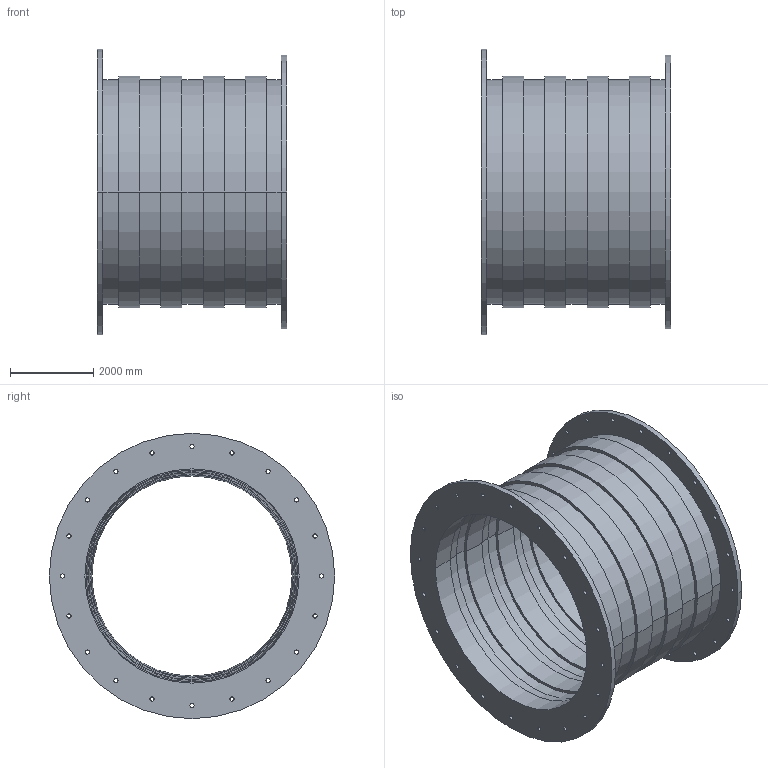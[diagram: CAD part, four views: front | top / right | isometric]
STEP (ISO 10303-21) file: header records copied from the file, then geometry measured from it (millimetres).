
FILE_DESCRIPTION((''),'2;1');
FILE_NAME('AIR_TURBINE_CASE','2025-12-19T09:18:51',('H576696'),('Honeywell International Inc.'),'CREO PARAMETRIC BY PTC INC, 2023134','CREO PARAMETRIC BY PTC INC, 2023134','');
FILE_SCHEMA(('AUTOMOTIVE_DESIGN { 1 0 10303 214 1 1 1 1 }'));
Length unit declared in the file: inch
Products named in the file (1): AIR_TURBINE_CASE
Bounding box: 4546.6 x 6858 x 6858 mm (x, y, z)
Volume: 20498298548.3 mm3; surface area: 222206645.1 mm2
Topology: 1 solids, 1 shells, 143 faces, 366 edges, 238 vertices
Faces by surface type: cylinder 106, cone 22, plane 15
Entity records: 6892 total; most frequent: DIRECTION 892, CARTESIAN_POINT 750, ORIENTED_EDGE 732, PRESENTATION_STYLE_ASSIGNMENT 510, STYLED_ITEM 510, AXIS2_PLACEMENT_3D 382, CURVE_STYLE 366, EDGE_CURVE 366
